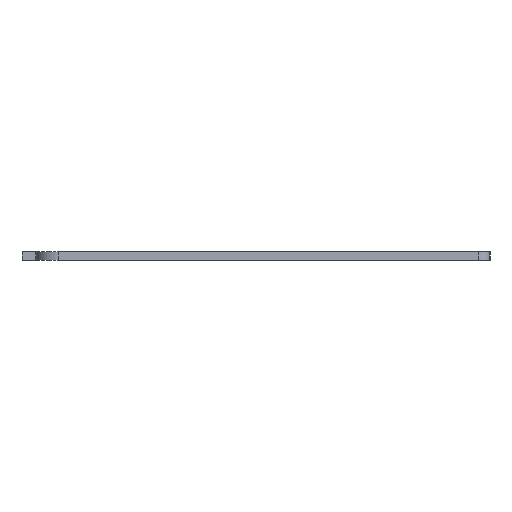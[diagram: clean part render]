
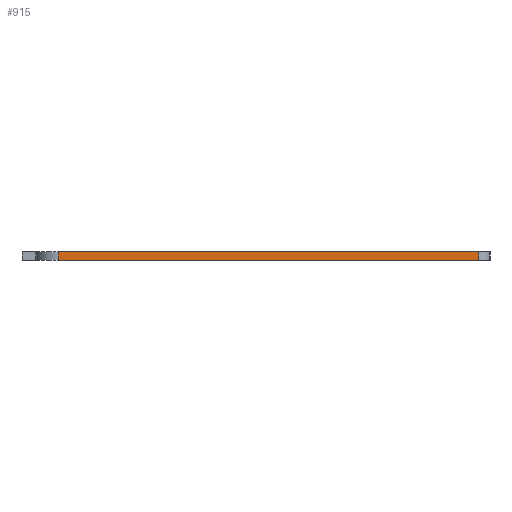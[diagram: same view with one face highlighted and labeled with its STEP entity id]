
A CAD part, left-side view. The second image highlights one B-rep face of the part: STEP entity #915.
In plain terms, the highlighted planar face has unit normal (-1, 0, 0).
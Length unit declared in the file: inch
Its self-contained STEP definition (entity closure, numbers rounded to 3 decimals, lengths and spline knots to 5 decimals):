
#44 = DIRECTION ( 'NONE',  ( 0., 0., -1. ) ) ;
#53 = CARTESIAN_POINT ( 'NONE',  ( -6.3804, 1.8, -0.075 ) ) ;
#86 = CARTESIAN_POINT ( 'NONE',  ( -6.3804, 1.8, -0.075 ) ) ;
#154 = LINE ( 'NONE', #1162, #806 ) ;
#208 = CARTESIAN_POINT ( 'NONE',  ( -6.3804, -1.88422, -0.075 ) ) ;
#284 = LINE ( 'NONE', #1539, #303 ) ;
#303 = VECTOR ( 'NONE', #795, 39.37008 ) ;
#348 = DIRECTION ( 'NONE',  ( -1., 0., 0. ) ) ;
#353 = VERTEX_POINT ( 'NONE', #86 ) ;
#457 = DIRECTION ( 'NONE',  ( 0., 0., 1. ) ) ;
#465 = PLANE ( 'NONE',  #1042 ) ;
#470 = ORIENTED_EDGE ( 'NONE', *, *, #474, .T. ) ;
#474 = EDGE_CURVE ( 'NONE', #815, #1032, #1336, .T. ) ;
#475 = FACE_OUTER_BOUND ( 'NONE', #1553, .T. ) ;
#574 = CARTESIAN_POINT ( 'NONE',  ( -6.3804, 1.8, 0. ) ) ;
#713 = EDGE_CURVE ( 'NONE', #1211, #1032, #284, .T. ) ;
#727 = ORIENTED_EDGE ( 'NONE', *, *, #1139, .T. ) ;
#744 = ORIENTED_EDGE ( 'NONE', *, *, #713, .F. ) ;
#793 = EDGE_CURVE ( 'NONE', #353, #815, #154, .T. ) ;
#795 = DIRECTION ( 'NONE',  ( 0., -1., 0. ) ) ;
#806 = VECTOR ( 'NONE', #1185, 39.37008 ) ;
#815 = VERTEX_POINT ( 'NONE', #1302 ) ;
#900 = LINE ( 'NONE', #53, #993 ) ;
#915 = ADVANCED_FACE ( 'NONE', ( #475 ), #465, .T. ) ;
#932 = VECTOR ( 'NONE', #457, 39.37008 ) ;
#977 = CARTESIAN_POINT ( 'NONE',  ( -6.3804, -2., -0.075 ) ) ;
#993 = VECTOR ( 'NONE', #44, 39.37008 ) ;
#1032 = VERTEX_POINT ( 'NONE', #1523 ) ;
#1042 = AXIS2_PLACEMENT_3D ( 'NONE', #977, #348, #1347 ) ;
#1100 = ORIENTED_EDGE ( 'NONE', *, *, #793, .T. ) ;
#1139 = EDGE_CURVE ( 'NONE', #1211, #353, #900, .T. ) ;
#1162 = CARTESIAN_POINT ( 'NONE',  ( -6.3804, -2., -0.075 ) ) ;
#1185 = DIRECTION ( 'NONE',  ( 0., -1., 0. ) ) ;
#1211 = VERTEX_POINT ( 'NONE', #574 ) ;
#1302 = CARTESIAN_POINT ( 'NONE',  ( -6.3804, -1.88422, -0.075 ) ) ;
#1336 = LINE ( 'NONE', #208, #932 ) ;
#1347 = DIRECTION ( 'NONE',  ( 0., 0., 1. ) ) ;
#1523 = CARTESIAN_POINT ( 'NONE',  ( -6.3804, -1.88422, 0. ) ) ;
#1539 = CARTESIAN_POINT ( 'NONE',  ( -6.3804, -2., 0. ) ) ;
#1553 = EDGE_LOOP ( 'NONE', ( #1100, #470, #744, #727 ) ) ;
